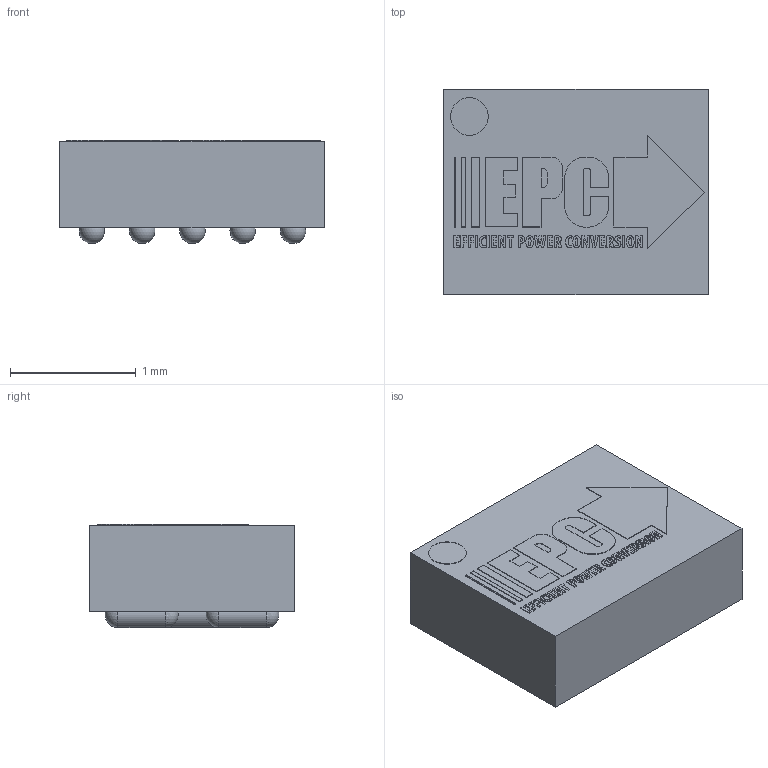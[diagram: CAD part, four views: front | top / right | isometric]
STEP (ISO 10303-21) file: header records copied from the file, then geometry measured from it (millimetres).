
FILE_DESCRIPTION(('FreeCAD Model'),'2;1');
FILE_NAME('Open CASCADE Shape Model','2023-11-27T11:55:03',(''),(''), 'Open CASCADE STEP processor 7.6','FreeCAD','Unknown');
FILE_SCHEMA(('AUTOMOTIVE_DESIGN { 1 0 10303 214 1 1 1 1 }'));
Length unit declared in the file: millimetre
Products named in the file (60): D0155; EPClogo2mm; 2mm007; 2mm; 2mm001; 2mm002; 2mm003; 2mm004; 2mm005; 2mm006; Extrude024; Extrude; Extrude001; Extrude002; Extrude003; Extrude004; Extrude005; Extrude006; Extrude007; Extrude008; Extrude009; Extrude010; Extrude011; Extrude012; Extrude013; Extrude014; Extrude015; Extrude016; Extrude017; Extrude018; Extrude019; Extrude020; Extrude021; Extrude022; Extrude023; 7058912608; Sphere; 7058912608001; 7058906448; Cylinder ...
Assembly tree (74 placements, depth 4):
  D0155
    EPClogo2mm
      2mm007
        2mm
        2mm001
        2mm002
        2mm003
        2mm004
        2mm005
        2mm006
      Extrude024
        Extrude
        Extrude001
        Extrude002
        Extrude003
        Extrude004
        Extrude005
        Extrude006
        Extrude007
        Extrude008
        Extrude009
        Extrude010
        Extrude011
        Extrude012
        Extrude013
        Extrude014
        Extrude015
        Extrude016
        Extrude017
        Extrude018
        Extrude019
        Extrude020
        Extrude021
        Extrude022
        Extrude023
    7058912608
      Sphere
    7058912608001
      Sphere
    7058906448
      Cylinder
    7058912608002
      Sphere
    7058912608003
      Sphere
    7058906448001
      Cylinder
    7058912608004
      Sphere
    7058912608005
      Sphere
    7058906448002
      Cylinder
    7058912608006
      Sphere
    7058912608007
      Sphere
    7852791808
      Cylinder003
    7846426112
Bounding box: 2.1 x 1.63 x 0.82 mm (x, y, z)
Volume: 2.6 mm3; surface area: 19.4 mm2
Topology: 51 solids, 51 shells, 523 faces, 1335 edges, 890 vertices
Faces by surface type: plane 248, bspline 152, extrusion 104, sphere 12, cylinder 7
Full cylindrical faces by diameter (mm): 0.2 x6, 0.3 x1
Entity records: 16698 total; most frequent: CARTESIAN_POINT 4527, ORIENTED_EDGE 2574, DIRECTION 1413, EDGE_CURVE 1287, VERTEX_POINT 859, VECTOR 763, B_SPLINE_CURVE_WITH_KNOTS 726, LINE 659
